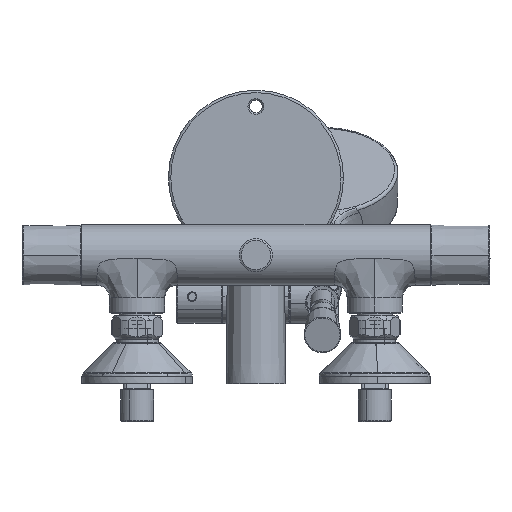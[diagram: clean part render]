
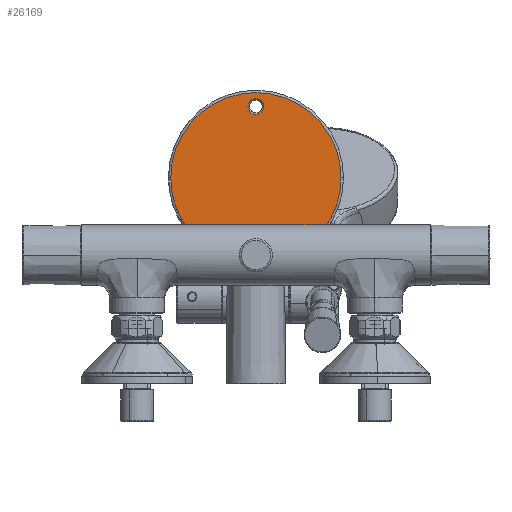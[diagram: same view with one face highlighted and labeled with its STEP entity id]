
A CAD part, front view. The second image highlights one B-rep face of the part: STEP entity #26169.
In plain terms, the highlighted planar face has unit normal (0, -1, 0).
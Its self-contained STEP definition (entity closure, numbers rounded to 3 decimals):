
#106 = VERTEX_POINT ( 'NONE', #29571 ) ;
#148 = VERTEX_POINT ( 'NONE', #21686 ) ;
#209 = VECTOR ( 'NONE', #32316, 1000. ) ;
#459 = LINE ( 'NONE', #20777, #15116 ) ;
#1550 = FACE_BOUND ( 'NONE', #22628, .T. ) ;
#2323 = VERTEX_POINT ( 'NONE', #14584 ) ;
#2412 = DIRECTION ( 'NONE',  ( 0., 0., -1. ) ) ;
#2685 = VERTEX_POINT ( 'NONE', #22421 ) ;
#2880 = CIRCLE ( 'NONE', #18696, 53.75 ) ;
#3078 = EDGE_CURVE ( 'NONE', #106, #16076, #24430, .T. ) ;
#3134 = DIRECTION ( 'NONE',  ( 0., -1., 0. ) ) ;
#3336 = DIRECTION ( 'NONE',  ( 0., 0., 1. ) ) ;
#3646 = VECTOR ( 'NONE', #26314, 1000. ) ;
#4188 = EDGE_LOOP ( 'NONE', ( #30638, #31606, #29041, #21568, #21173, #26055, #6237, #4724, #25555, #15323, #17247, #21695, #7164, #20022 ) ) ;
#4724 = ORIENTED_EDGE ( 'NONE', *, *, #6453, .F. ) ;
#4997 = VERTEX_POINT ( 'NONE', #8864 ) ;
#5290 = LINE ( 'NONE', #5586, #31494 ) ;
#5351 = CARTESIAN_POINT ( 'NONE',  ( 0., 289.23, 55. ) ) ;
#5392 = AXIS2_PLACEMENT_3D ( 'NONE', #29071, #6215, #3336 ) ;
#5492 = AXIS2_PLACEMENT_3D ( 'NONE', #26802, #29698, #9281 ) ;
#5586 = CARTESIAN_POINT ( 'NONE',  ( 0., 289.23, 74.45 ) ) ;
#6215 = DIRECTION ( 'NONE',  ( 0., -1., 0. ) ) ;
#6218 = DIRECTION ( 'NONE',  ( 0., -1., 0. ) ) ;
#6237 = ORIENTED_EDGE ( 'NONE', *, *, #19327, .F. ) ;
#6453 = EDGE_CURVE ( 'NONE', #148, #20249, #18996, .T. ) ;
#7164 = ORIENTED_EDGE ( 'NONE', *, *, #18841, .T. ) ;
#7349 = CARTESIAN_POINT ( 'NONE',  ( -14., 289.23, 78.105 ) ) ;
#7351 = EDGE_CURVE ( 'NONE', #148, #30549, #23328, .T. ) ;
#7400 = CARTESIAN_POINT ( 'NONE',  ( 11., 289.23, 77.95 ) ) ;
#7486 = CARTESIAN_POINT ( 'NONE',  ( -11., 289.23, 74.45 ) ) ;
#7806 = CARTESIAN_POINT ( 'NONE',  ( 0., 289.23, 130. ) ) ;
#7911 = DIRECTION ( 'NONE',  ( -1., 0., 0. ) ) ;
#8104 = CIRCLE ( 'NONE', #5492, 53.75 ) ;
#8175 = DIRECTION ( 'NONE',  ( 0., 0., 1. ) ) ;
#8422 = VERTEX_POINT ( 'NONE', #16285 ) ;
#8864 = CARTESIAN_POINT ( 'NONE',  ( 2.5, 289.23, 170.67 ) ) ;
#9281 = DIRECTION ( 'NONE',  ( 0., 0., 1. ) ) ;
#10433 = ORIENTED_EDGE ( 'NONE', *, *, #28058, .F. ) ;
#10485 = CARTESIAN_POINT ( 'NONE',  ( -11., 289.23, 76.2 ) ) ;
#12580 = CARTESIAN_POINT ( 'NONE',  ( 0., 289.23, 175. ) ) ;
#12623 = CIRCLE ( 'NONE', #5392, 53.75 ) ;
#13174 = LINE ( 'NONE', #32880, #30646 ) ;
#14223 = FACE_OUTER_BOUND ( 'NONE', #4188, .T. ) ;
#14322 = AXIS2_PLACEMENT_3D ( 'NONE', #5351, #3134, #7911 ) ;
#14531 = CARTESIAN_POINT ( 'NONE',  ( 11., 289.23, 76.2 ) ) ;
#14584 = CARTESIAN_POINT ( 'NONE',  ( -2.5, 289.23, 179.33 ) ) ;
#15034 = CARTESIAN_POINT ( 'NONE',  ( 14., 289.23, 72.85 ) ) ;
#15045 = AXIS2_PLACEMENT_3D ( 'NONE', #12580, #32706, #32820 ) ;
#15116 = VECTOR ( 'NONE', #8175, 1000. ) ;
#15191 = VERTEX_POINT ( 'NONE', #25227 ) ;
#15323 = ORIENTED_EDGE ( 'NONE', *, *, #28827, .F. ) ;
#15379 = AXIS2_PLACEMENT_3D ( 'NONE', #21400, #6218, #18956 ) ;
#15488 = EDGE_CURVE ( 'NONE', #20770, #25695, #31845, .T. ) ;
#15542 = LINE ( 'NONE', #28559, #18741 ) ;
#15689 = CARTESIAN_POINT ( 'NONE',  ( 0., 289.23, 74.45 ) ) ;
#16076 = VERTEX_POINT ( 'NONE', #7400 ) ;
#16285 = CARTESIAN_POINT ( 'NONE',  ( -53.75, 289.23, 130. ) ) ;
#16420 = CARTESIAN_POINT ( 'NONE',  ( -6., 289.23, 74.45 ) ) ;
#16485 = CARTESIAN_POINT ( 'NONE',  ( -11., 289.23, 77.95 ) ) ;
#16848 = CARTESIAN_POINT ( 'NONE',  ( -14., 289.23, 72.85 ) ) ;
#16904 = DIRECTION ( 'NONE',  ( 1., 0., 0. ) ) ;
#16906 = DIRECTION ( 'NONE',  ( 0., 0., 1. ) ) ;
#17247 = ORIENTED_EDGE ( 'NONE', *, *, #26281, .T. ) ;
#17858 = EDGE_CURVE ( 'NONE', #2323, #4997, #28207, .T. ) ;
#18437 = DIRECTION ( 'NONE',  ( 0., 0., 1. ) ) ;
#18696 = AXIS2_PLACEMENT_3D ( 'NONE', #7806, #28304, #22961 ) ;
#18721 = CARTESIAN_POINT ( 'NONE',  ( 53.75, 289.23, 130. ) ) ;
#18741 = VECTOR ( 'NONE', #28342, 1000. ) ;
#18841 = EDGE_CURVE ( 'NONE', #8422, #20770, #8104, .T. ) ;
#18956 = DIRECTION ( 'NONE',  ( 0., 0., 1. ) ) ;
#18976 = CIRCLE ( 'NONE', #15379, 5. ) ;
#18996 = LINE ( 'NONE', #32152, #26947 ) ;
#19240 = ORIENTED_EDGE ( 'NONE', *, *, #17858, .F. ) ;
#19327 = EDGE_CURVE ( 'NONE', #20249, #106, #5290, .T. ) ;
#19602 = EDGE_CURVE ( 'NONE', #24790, #8422, #2880, .T. ) ;
#20022 = ORIENTED_EDGE ( 'NONE', *, *, #15488, .T. ) ;
#20249 = VERTEX_POINT ( 'NONE', #23906 ) ;
#20770 = VERTEX_POINT ( 'NONE', #7349 ) ;
#20777 = CARTESIAN_POINT ( 'NONE',  ( -6., 289.23, 55. ) ) ;
#21173 = ORIENTED_EDGE ( 'NONE', *, *, #31165, .T. ) ;
#21289 = EDGE_CURVE ( 'NONE', #29831, #31185, #27687, .T. ) ;
#21400 = CARTESIAN_POINT ( 'NONE',  ( 0., 289.23, 175. ) ) ;
#21568 = ORIENTED_EDGE ( 'NONE', *, *, #31114, .T. ) ;
#21686 = CARTESIAN_POINT ( 'NONE',  ( 6., 289.23, 72.85 ) ) ;
#21695 = ORIENTED_EDGE ( 'NONE', *, *, #19602, .T. ) ;
#22421 = CARTESIAN_POINT ( 'NONE',  ( -6., 289.23, 72.85 ) ) ;
#22628 = EDGE_LOOP ( 'NONE', ( #19240, #10433 ) ) ;
#22918 = DIRECTION ( 'NONE',  ( 1., 0., 0. ) ) ;
#22942 = VECTOR ( 'NONE', #16904, 1000. ) ;
#22961 = DIRECTION ( 'NONE',  ( 0., 0., 1. ) ) ;
#23328 = LINE ( 'NONE', #27244, #22942 ) ;
#23593 = VERTEX_POINT ( 'NONE', #16485 ) ;
#23752 = CARTESIAN_POINT ( 'NONE',  ( -14., 289.23, 75.478 ) ) ;
#23906 = CARTESIAN_POINT ( 'NONE',  ( 6., 289.23, 74.45 ) ) ;
#24430 = LINE ( 'NONE', #14531, #209 ) ;
#24492 = VECTOR ( 'NONE', #22918, 1000. ) ;
#24790 = VERTEX_POINT ( 'NONE', #18721 ) ;
#25227 = CARTESIAN_POINT ( 'NONE',  ( 14., 289.23, 78.105 ) ) ;
#25555 = ORIENTED_EDGE ( 'NONE', *, *, #7351, .T. ) ;
#25695 = VERTEX_POINT ( 'NONE', #16848 ) ;
#26055 = ORIENTED_EDGE ( 'NONE', *, *, #3078, .F. ) ;
#26169 = ADVANCED_FACE ( 'NONE', ( #1550, #14223 ), #30650, .T. ) ;
#26200 = DIRECTION ( 'NONE',  ( 1., 0., 0. ) ) ;
#26281 = EDGE_CURVE ( 'NONE', #15191, #24790, #12623, .T. ) ;
#26296 = VECTOR ( 'NONE', #18437, 1000. ) ;
#26314 = DIRECTION ( 'NONE',  ( 0., 0., -1. ) ) ;
#26802 = CARTESIAN_POINT ( 'NONE',  ( 0., 289.23, 130. ) ) ;
#26947 = VECTOR ( 'NONE', #16906, 1000. ) ;
#27075 = LINE ( 'NONE', #30680, #32251 ) ;
#27244 = CARTESIAN_POINT ( 'NONE',  ( -10.75, 289.23, 72.85 ) ) ;
#27687 = LINE ( 'NONE', #15689, #24492 ) ;
#28058 = EDGE_CURVE ( 'NONE', #4997, #2323, #18976, .T. ) ;
#28207 = CIRCLE ( 'NONE', #15045, 5. ) ;
#28304 = DIRECTION ( 'NONE',  ( 0., -1., 0. ) ) ;
#28342 = DIRECTION ( 'NONE',  ( 1., 0., 0. ) ) ;
#28559 = CARTESIAN_POINT ( 'NONE',  ( 0., 289.23, 77.95 ) ) ;
#28678 = LINE ( 'NONE', #10485, #26296 ) ;
#28827 = EDGE_CURVE ( 'NONE', #15191, #30549, #27075, .T. ) ;
#29041 = ORIENTED_EDGE ( 'NONE', *, *, #21289, .F. ) ;
#29071 = CARTESIAN_POINT ( 'NONE',  ( 0., 289.23, 130. ) ) ;
#29571 = CARTESIAN_POINT ( 'NONE',  ( 11., 289.23, 74.45 ) ) ;
#29698 = DIRECTION ( 'NONE',  ( 0., -1., 0. ) ) ;
#29831 = VERTEX_POINT ( 'NONE', #7486 ) ;
#30549 = VERTEX_POINT ( 'NONE', #15034 ) ;
#30638 = ORIENTED_EDGE ( 'NONE', *, *, #31954, .T. ) ;
#30646 = VECTOR ( 'NONE', #32764, 1000. ) ;
#30650 = PLANE ( 'NONE',  #14322 ) ;
#30680 = CARTESIAN_POINT ( 'NONE',  ( 14., 289.23, 75.478 ) ) ;
#31114 = EDGE_CURVE ( 'NONE', #29831, #23593, #28678, .T. ) ;
#31165 = EDGE_CURVE ( 'NONE', #23593, #16076, #15542, .T. ) ;
#31185 = VERTEX_POINT ( 'NONE', #16420 ) ;
#31494 = VECTOR ( 'NONE', #26200, 1000. ) ;
#31606 = ORIENTED_EDGE ( 'NONE', *, *, #32454, .T. ) ;
#31845 = LINE ( 'NONE', #23752, #3646 ) ;
#31954 = EDGE_CURVE ( 'NONE', #25695, #2685, #13174, .T. ) ;
#32152 = CARTESIAN_POINT ( 'NONE',  ( 6., 289.23, 55. ) ) ;
#32251 = VECTOR ( 'NONE', #2412, 1000. ) ;
#32316 = DIRECTION ( 'NONE',  ( 0., 0., 1. ) ) ;
#32454 = EDGE_CURVE ( 'NONE', #2685, #31185, #459, .T. ) ;
#32706 = DIRECTION ( 'NONE',  ( 0., -1., 0. ) ) ;
#32764 = DIRECTION ( 'NONE',  ( 1., 0., 0. ) ) ;
#32820 = DIRECTION ( 'NONE',  ( 0., 0., 1. ) ) ;
#32880 = CARTESIAN_POINT ( 'NONE',  ( -10.75, 289.23, 72.85 ) ) ;
